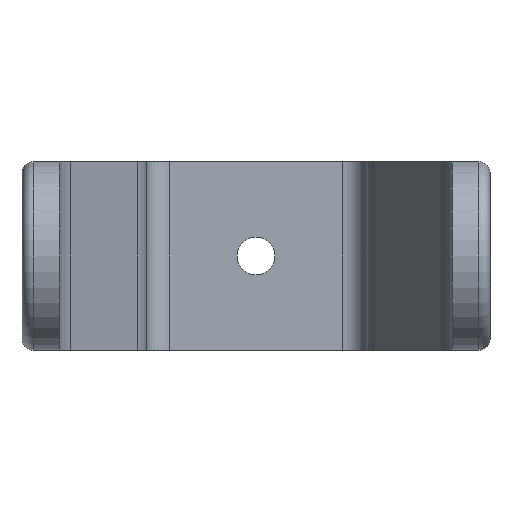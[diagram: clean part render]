
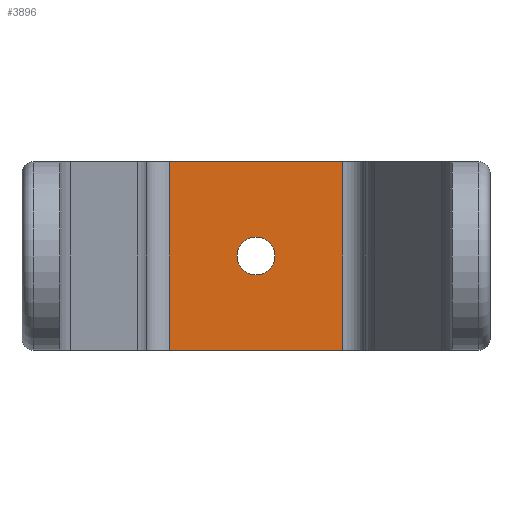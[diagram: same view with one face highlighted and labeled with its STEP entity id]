
A CAD part, front view. The second image highlights one B-rep face of the part: STEP entity #3896.
In plain terms, the highlighted planar face has unit normal (0, -1, 0).
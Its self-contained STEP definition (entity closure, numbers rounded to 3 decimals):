
#27 = ORIENTED_EDGE ( 'NONE', *, *, #4879, .T. ) ;
#222 = CARTESIAN_POINT ( 'NONE',  ( -85., 155., 50. ) ) ;
#274 = CARTESIAN_POINT ( 'NONE',  ( -39., 155., 50. ) ) ;
#330 = LINE ( 'NONE', #222, #402 ) ;
#402 = VECTOR ( 'NONE', #2236, 1000. ) ;
#569 = FACE_OUTER_BOUND ( 'NONE', #3602, .T. ) ;
#635 = CIRCLE ( 'NONE', #1954, 5. ) ;
#685 = DIRECTION ( 'NONE',  ( 0., 1., 0. ) ) ;
#694 = VECTOR ( 'NONE', #4506, 1000. ) ;
#739 = VERTEX_POINT ( 'NONE', #4782 ) ;
#851 = FACE_BOUND ( 'NONE', #2505, .T. ) ;
#898 = ORIENTED_EDGE ( 'NONE', *, *, #4660, .F. ) ;
#951 = PLANE ( 'NONE',  #1632 ) ;
#1042 = DIRECTION ( 'NONE',  ( 0., 0., 1. ) ) ;
#1074 = LINE ( 'NONE', #1130, #694 ) ;
#1120 = DIRECTION ( 'NONE',  ( 0., 1., 0. ) ) ;
#1130 = CARTESIAN_POINT ( 'NONE',  ( -39., 155., 50. ) ) ;
#1148 = ORIENTED_EDGE ( 'NONE', *, *, #1817, .T. ) ;
#1283 = EDGE_CURVE ( 'NONE', #739, #1303, #1074, .T. ) ;
#1294 = ORIENTED_EDGE ( 'NONE', *, *, #4870, .T. ) ;
#1303 = VERTEX_POINT ( 'NONE', #274 ) ;
#1367 = VECTOR ( 'NONE', #4723, 1000. ) ;
#1417 = CARTESIAN_POINT ( 'NONE',  ( -39., 155., 0. ) ) ;
#1471 = CARTESIAN_POINT ( 'NONE',  ( -62., 155., 20. ) ) ;
#1632 = AXIS2_PLACEMENT_3D ( 'NONE', #3956, #3194, #2497 ) ;
#1759 = EDGE_CURVE ( 'NONE', #4300, #3064, #5016, .T. ) ;
#1766 = AXIS2_PLACEMENT_3D ( 'NONE', #4530, #1120, #1042 ) ;
#1817 = EDGE_CURVE ( 'NONE', #1921, #2003, #2714, .T. ) ;
#1921 = VERTEX_POINT ( 'NONE', #4140 ) ;
#1939 = VECTOR ( 'NONE', #3505, 1000. ) ;
#1954 = AXIS2_PLACEMENT_3D ( 'NONE', #2165, #685, #4152 ) ;
#2003 = VERTEX_POINT ( 'NONE', #1417 ) ;
#2165 = CARTESIAN_POINT ( 'NONE',  ( -62., 155., 25. ) ) ;
#2204 = ORIENTED_EDGE ( 'NONE', *, *, #1759, .T. ) ;
#2236 = DIRECTION ( 'NONE',  ( 0., 0., -1. ) ) ;
#2497 = DIRECTION ( 'NONE',  ( 0., 0., 1. ) ) ;
#2505 = EDGE_LOOP ( 'NONE', ( #1294, #2204 ) ) ;
#2700 = CARTESIAN_POINT ( 'NONE',  ( -39., 155., 50. ) ) ;
#2714 = LINE ( 'NONE', #3253, #1939 ) ;
#3064 = VERTEX_POINT ( 'NONE', #3922 ) ;
#3194 = DIRECTION ( 'NONE',  ( 0., 1., 0. ) ) ;
#3253 = CARTESIAN_POINT ( 'NONE',  ( -39., 155., 0. ) ) ;
#3505 = DIRECTION ( 'NONE',  ( 1., 0., 0. ) ) ;
#3602 = EDGE_LOOP ( 'NONE', ( #1148, #898, #4985, #27 ) ) ;
#3848 = LINE ( 'NONE', #2700, #1367 ) ;
#3896 = ADVANCED_FACE ( 'NONE', ( #851, #569 ), #951, .F. ) ;
#3922 = CARTESIAN_POINT ( 'NONE',  ( -62., 155., 30. ) ) ;
#3956 = CARTESIAN_POINT ( 'NONE',  ( -39., 155., 50. ) ) ;
#4140 = CARTESIAN_POINT ( 'NONE',  ( -85., 155., 0. ) ) ;
#4152 = DIRECTION ( 'NONE',  ( 0., 0., 1. ) ) ;
#4300 = VERTEX_POINT ( 'NONE', #1471 ) ;
#4506 = DIRECTION ( 'NONE',  ( 1., 0., 0. ) ) ;
#4530 = CARTESIAN_POINT ( 'NONE',  ( -62., 155., 25. ) ) ;
#4660 = EDGE_CURVE ( 'NONE', #1303, #2003, #3848, .T. ) ;
#4723 = DIRECTION ( 'NONE',  ( 0., 0., -1. ) ) ;
#4782 = CARTESIAN_POINT ( 'NONE',  ( -85., 155., 50. ) ) ;
#4870 = EDGE_CURVE ( 'NONE', #3064, #4300, #635, .T. ) ;
#4879 = EDGE_CURVE ( 'NONE', #739, #1921, #330, .T. ) ;
#4985 = ORIENTED_EDGE ( 'NONE', *, *, #1283, .F. ) ;
#5016 = CIRCLE ( 'NONE', #1766, 5. ) ;
